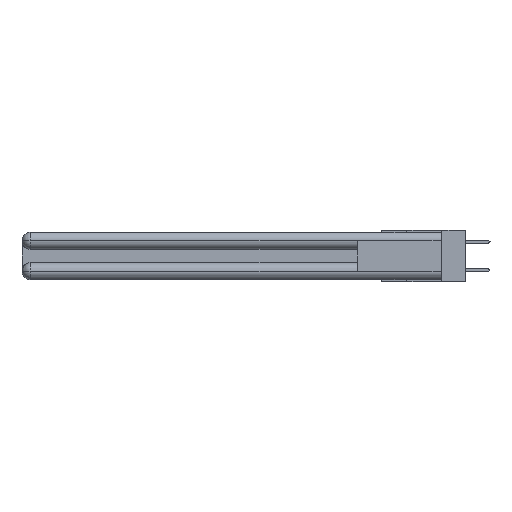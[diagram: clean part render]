
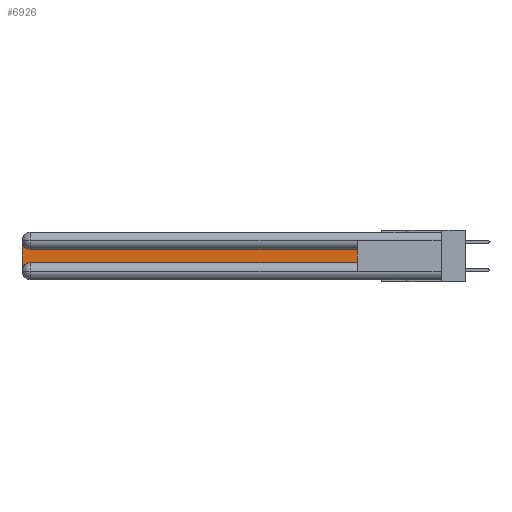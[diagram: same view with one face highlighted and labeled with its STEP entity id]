
A CAD part, left-side view. The second image highlights one B-rep face of the part: STEP entity #6926.
In plain terms, the highlighted planar face has unit normal (-1, 0, 0).
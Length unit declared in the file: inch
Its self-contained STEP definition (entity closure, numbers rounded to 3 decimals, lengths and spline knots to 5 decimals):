
#343 = DIRECTION ( 'NONE',  ( 0., -1., 0. ) ) ;
#1870 = DIRECTION ( 'NONE',  ( 1., 0., 0. ) ) ;
#2529 = VERTEX_POINT ( 'NONE', #5402 ) ;
#2957 = EDGE_CURVE ( 'NONE', #3436, #9817, #27116, .T. ) ;
#3348 = CARTESIAN_POINT ( 'NONE',  ( 0.075, 2.94, -0.2175 ) ) ;
#3402 = LINE ( 'NONE', #9963, #29672 ) ;
#3436 = VERTEX_POINT ( 'NONE', #11745 ) ;
#3923 = CIRCLE ( 'NONE', #8917, 0.06 ) ;
#4373 = CIRCLE ( 'NONE', #24900, 0.06 ) ;
#5215 = ORIENTED_EDGE ( 'NONE', *, *, #21800, .T. ) ;
#5402 = CARTESIAN_POINT ( 'NONE',  ( 0.075, 3., -0.0625 ) ) ;
#6926 = ADVANCED_FACE ( 'NONE', ( #11885 ), #21202, .F. ) ;
#7097 = EDGE_CURVE ( 'NONE', #2529, #23656, #23344, .T. ) ;
#7156 = DIRECTION ( 'NONE',  ( 0., 0., -1. ) ) ;
#7348 = CARTESIAN_POINT ( 'NONE',  ( 0.075, 3., -0.2775 ) ) ;
#7843 = ORIENTED_EDGE ( 'NONE', *, *, #2957, .T. ) ;
#8199 = CARTESIAN_POINT ( 'NONE',  ( 0.075, 2.94, -0.0625 ) ) ;
#8917 = AXIS2_PLACEMENT_3D ( 'NONE', #8199, #17957, #22682 ) ;
#9277 = EDGE_CURVE ( 'NONE', #28857, #3436, #11775, .T. ) ;
#9326 = ORIENTED_EDGE ( 'NONE', *, *, #7097, .T. ) ;
#9817 = VERTEX_POINT ( 'NONE', #16739 ) ;
#9963 = CARTESIAN_POINT ( 'NONE',  ( 0.075, 0.6, -0.2175 ) ) ;
#10354 = VECTOR ( 'NONE', #14662, 39.37008 ) ;
#11745 = CARTESIAN_POINT ( 'NONE',  ( 0.075, 0.6, -0.1225 ) ) ;
#11775 = LINE ( 'NONE', #25199, #20919 ) ;
#11885 = FACE_OUTER_BOUND ( 'NONE', #26603, .T. ) ;
#13429 = VECTOR ( 'NONE', #21026, 39.37008 ) ;
#14662 = DIRECTION ( 'NONE',  ( 0., 0., -1. ) ) ;
#16050 = ORIENTED_EDGE ( 'NONE', *, *, #9277, .T. ) ;
#16336 = ORIENTED_EDGE ( 'NONE', *, *, #24658, .T. ) ;
#16739 = CARTESIAN_POINT ( 'NONE',  ( 0.075, 2.94, -0.1225 ) ) ;
#17957 = DIRECTION ( 'NONE',  ( 1., 0., 0. ) ) ;
#19179 = DIRECTION ( 'NONE',  ( 1., 0., 0. ) ) ;
#19663 = CARTESIAN_POINT ( 'NONE',  ( 0.075, 3., -0.2175 ) ) ;
#20919 = VECTOR ( 'NONE', #30091, 39.37008 ) ;
#21026 = DIRECTION ( 'NONE',  ( 0., 1., 0. ) ) ;
#21202 = PLANE ( 'NONE',  #21461 ) ;
#21295 = DIRECTION ( 'NONE',  ( 0., 0., -1. ) ) ;
#21461 = AXIS2_PLACEMENT_3D ( 'NONE', #31166, #1870, #21295 ) ;
#21800 = EDGE_CURVE ( 'NONE', #29651, #28857, #3402, .T. ) ;
#22200 = CARTESIAN_POINT ( 'NONE',  ( 0.075, 0.6, -0.2175 ) ) ;
#22682 = DIRECTION ( 'NONE',  ( 0., 0., -1. ) ) ;
#23344 = LINE ( 'NONE', #19663, #10354 ) ;
#23656 = VERTEX_POINT ( 'NONE', #7348 ) ;
#24658 = EDGE_CURVE ( 'NONE', #9817, #2529, #3923, .T. ) ;
#24900 = AXIS2_PLACEMENT_3D ( 'NONE', #29069, #19179, #7156 ) ;
#25031 = ORIENTED_EDGE ( 'NONE', *, *, #29433, .T. ) ;
#25199 = CARTESIAN_POINT ( 'NONE',  ( 0.075, 0.6, -0.2175 ) ) ;
#26603 = EDGE_LOOP ( 'NONE', ( #7843, #16336, #9326, #25031, #5215, #16050 ) ) ;
#27116 = LINE ( 'NONE', #28673, #13429 ) ;
#28673 = CARTESIAN_POINT ( 'NONE',  ( 0.075, 0.6, -0.1225 ) ) ;
#28857 = VERTEX_POINT ( 'NONE', #22200 ) ;
#29069 = CARTESIAN_POINT ( 'NONE',  ( 0.075, 2.94, -0.2775 ) ) ;
#29433 = EDGE_CURVE ( 'NONE', #23656, #29651, #4373, .T. ) ;
#29651 = VERTEX_POINT ( 'NONE', #3348 ) ;
#29672 = VECTOR ( 'NONE', #343, 39.37008 ) ;
#30091 = DIRECTION ( 'NONE',  ( 0., 0., 1. ) ) ;
#31166 = CARTESIAN_POINT ( 'NONE',  ( 0.075, 3., -0.1225 ) ) ;
